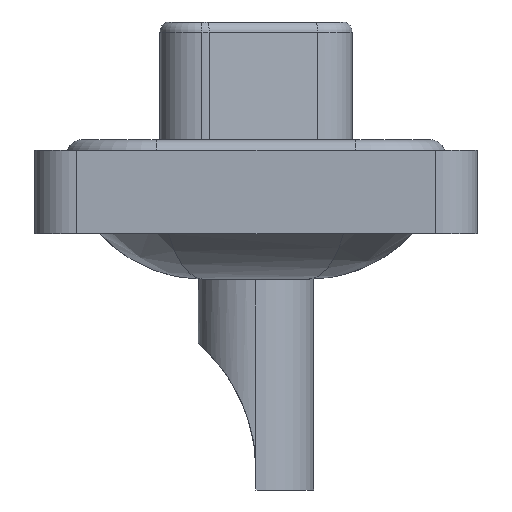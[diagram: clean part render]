
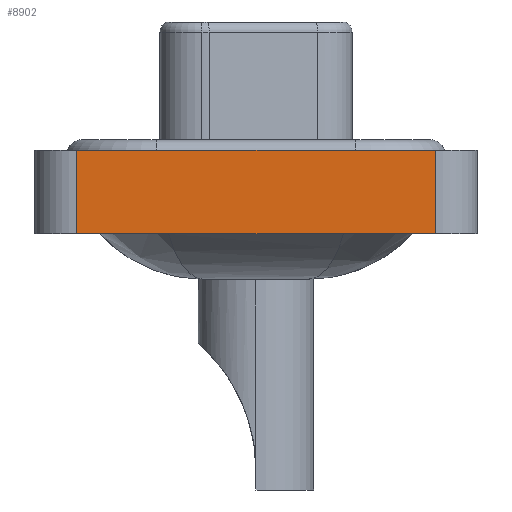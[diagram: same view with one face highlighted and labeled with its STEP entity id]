
A CAD part, left-side view. The second image highlights one B-rep face of the part: STEP entity #8902.
In plain terms, the highlighted planar face has unit normal (-1, 0, 0).
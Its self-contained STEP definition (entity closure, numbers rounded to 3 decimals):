
#277 = VERTEX_POINT ( 'NONE', #3910 ) ;
#556 = ORIENTED_EDGE ( 'NONE', *, *, #13075, .T. ) ;
#842 = ORIENTED_EDGE ( 'NONE', *, *, #13949, .F. ) ;
#1687 = LINE ( 'NONE', #10070, #14236 ) ;
#1869 = EDGE_LOOP ( 'NONE', ( #11285, #842, #2686, #556 ) ) ;
#1988 = CARTESIAN_POINT ( 'NONE',  ( -7.25, -8.55, -3.6 ) ) ;
#2096 = VERTEX_POINT ( 'NONE', #15298 ) ;
#2125 = FACE_OUTER_BOUND ( 'NONE', #1869, .T. ) ;
#2686 = ORIENTED_EDGE ( 'NONE', *, *, #10604, .F. ) ;
#3293 = LINE ( 'NONE', #4470, #4374 ) ;
#3910 = CARTESIAN_POINT ( 'NONE',  ( -7.25, -8.55, -3.6 ) ) ;
#4216 = EDGE_CURVE ( 'NONE', #277, #4801, #3293, .T. ) ;
#4374 = VECTOR ( 'NONE', #8081, 1000. ) ;
#4470 = CARTESIAN_POINT ( 'NONE',  ( -7.25, -8.55, -3.6 ) ) ;
#4703 = DIRECTION ( 'NONE',  ( -1., 0., 0. ) ) ;
#4801 = VERTEX_POINT ( 'NONE', #14359 ) ;
#5214 = CARTESIAN_POINT ( 'NONE',  ( -7.25, -8.55, -3.6 ) ) ;
#5460 = DIRECTION ( 'NONE',  ( 0., -1., 0. ) ) ;
#7456 = VECTOR ( 'NONE', #10006, 1000. ) ;
#7653 = AXIS2_PLACEMENT_3D ( 'NONE', #1988, #4703, #11529 ) ;
#8081 = DIRECTION ( 'NONE',  ( 0., 0., 1. ) ) ;
#8902 = ADVANCED_FACE ( 'NONE', ( #2125 ), #12790, .T. ) ;
#9005 = LINE ( 'NONE', #12527, #11456 ) ;
#10006 = DIRECTION ( 'NONE',  ( 0., -1., 0. ) ) ;
#10070 = CARTESIAN_POINT ( 'NONE',  ( -7.25, 8.55, -3.6 ) ) ;
#10604 = EDGE_CURVE ( 'NONE', #10921, #2096, #1687, .T. ) ;
#10921 = VERTEX_POINT ( 'NONE', #13058 ) ;
#11285 = ORIENTED_EDGE ( 'NONE', *, *, #4216, .T. ) ;
#11321 = LINE ( 'NONE', #5214, #7456 ) ;
#11456 = VECTOR ( 'NONE', #5460, 1000. ) ;
#11529 = DIRECTION ( 'NONE',  ( 0., 0., 1. ) ) ;
#12331 = DIRECTION ( 'NONE',  ( 0., 0., 1. ) ) ;
#12527 = CARTESIAN_POINT ( 'NONE',  ( -7.25, -8.55, 0.4 ) ) ;
#12790 = PLANE ( 'NONE',  #7653 ) ;
#13058 = CARTESIAN_POINT ( 'NONE',  ( -7.25, 8.55, -3.6 ) ) ;
#13075 = EDGE_CURVE ( 'NONE', #10921, #277, #11321, .T. ) ;
#13949 = EDGE_CURVE ( 'NONE', #2096, #4801, #9005, .T. ) ;
#14236 = VECTOR ( 'NONE', #12331, 1000. ) ;
#14359 = CARTESIAN_POINT ( 'NONE',  ( -7.25, -8.55, 0.4 ) ) ;
#15298 = CARTESIAN_POINT ( 'NONE',  ( -7.25, 8.55, 0.4 ) ) ;
